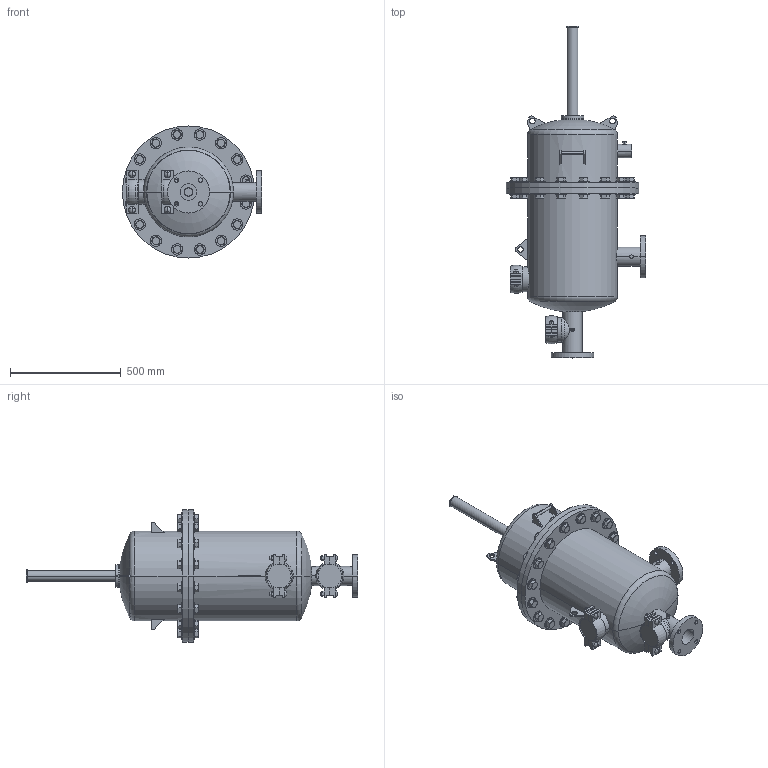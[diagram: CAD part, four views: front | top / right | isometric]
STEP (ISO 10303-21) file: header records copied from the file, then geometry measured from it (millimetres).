
FILE_DESCRIPTION (( 'STEP AP203' ), '1' );
FILE_NAME ('D3-90.STEP', '2020-09-25T10:14:54', ( '' ), ( '' ), 'SwSTEP 2.0', 'SolidWorks 2018', '' );
FILE_SCHEMA (( 'CONFIG_CONTROL_DESIGN' ));
Length unit declared in the file: inch
Products named in the file (1): D3-90
Bounding box: 628.67 x 1499.41 x 596.95 mm (x, y, z)
Volume: 17785399.7 mm3; surface area: 4212794.5 mm2
Topology: 79 solids, 79 shells, 1428 faces, 3208 edges, 1982 vertices
Faces by surface type: plane 520, cylinder 440, cone 436, torus 24, sphere 8
Entity records: 46053 total; most frequent: CARTESIAN_POINT 14593, DIRECTION 6470, ORIENTED_EDGE 6416, EDGE_CURVE 3208, AXIS2_PLACEMENT_3D 2777, VERTEX_POINT 1982, EDGE_LOOP 1696, ADVANCED_FACE 1428
